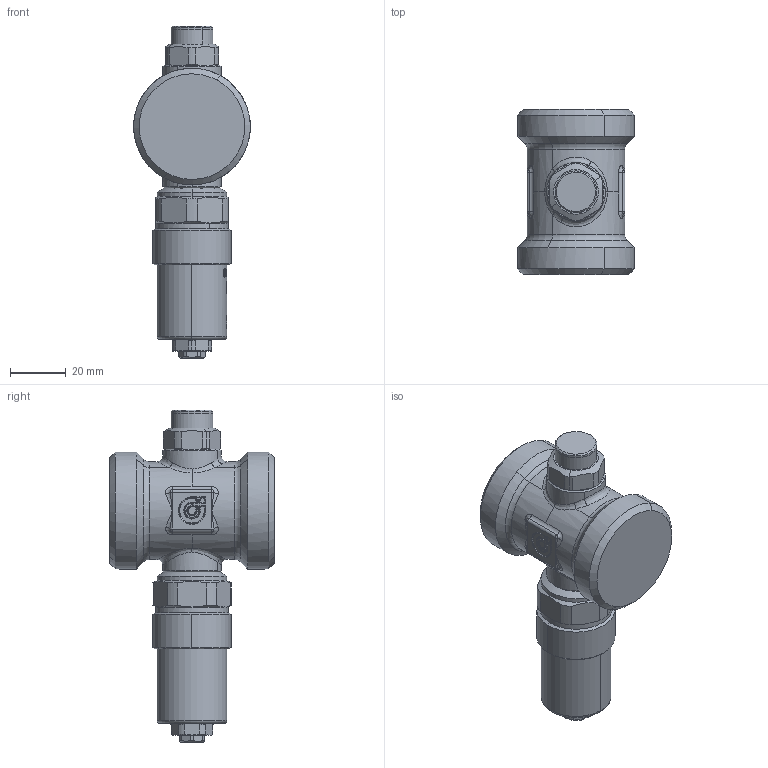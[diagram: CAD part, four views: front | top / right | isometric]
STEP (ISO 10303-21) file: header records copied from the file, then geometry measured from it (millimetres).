
FILE_DESCRIPTION(('CATIA V5 STEP Exchange','CAx-IF Rec.Pracs.--- Model Styling and Organization---1.4--- 2014-01-23','CAx-IF Rec.Pracs.---3D Tessellated Data Validation Properties---0.5---2014-09-14'),'2;1');
FILE_NAME('STEP_108701_-_TST.stp','2022-10-06T09:26:23+00:00',('none'),('none'),'CATIA Version 5-6 Release 2019 SP3','CATIA V5 STEP AP242 v1','none');
FILE_SCHEMA(('AP242_MANAGED_MODEL_BASED_3D_ENGINEERING_MIM_LF {1 0 10303 442 1 1 4}'));
Length unit declared in the file: millimetre
Products named in the file (1): 108701 - TST
Bounding box: 41.79 x 59 x 118.8 mm (x, y, z)
Volume: 102573.4 mm3; surface area: 16393.7 mm2
Topology: 1 solids, 1 shells, 840 faces, 2103 edges, 1282 vertices
Faces by surface type: plane 319, cylinder 207, extrusion 126, bspline 70, cone 56, sphere 42, torus 20
Entity records: 30332 total; most frequent: CARTESIAN_POINT 12924, ORIENTED_EDGE 4122, DIRECTION 2447, EDGE_CURVE 2061, VERTEX_POINT 1282, VECTOR 1021, AXIS2_PLACEMENT_3D 980, EDGE_LOOP 899
